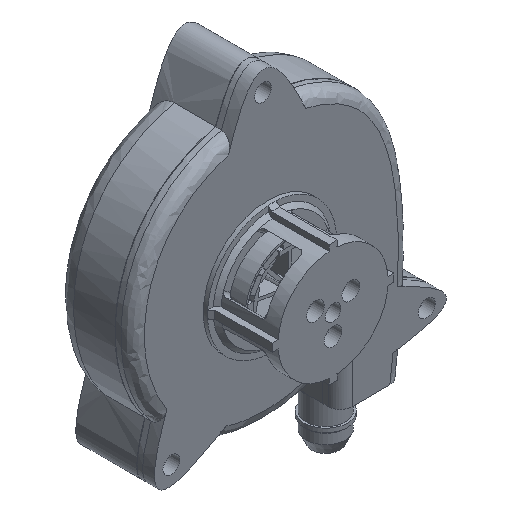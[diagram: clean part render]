
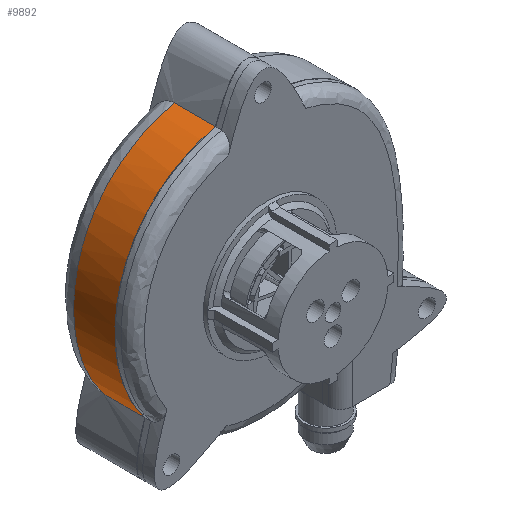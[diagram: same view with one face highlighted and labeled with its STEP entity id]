
A CAD part, isometric view. The second image highlights one B-rep face of the part: STEP entity #9892.
In plain terms, the highlighted free-form (B-spline) face has degree [3, 1] with [40, 2] control points.
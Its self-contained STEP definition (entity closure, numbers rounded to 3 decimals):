
#107=B_SPLINE_SURFACE_WITH_KNOTS('',3,1,((#23353,#23354),(#23355,#23356),
(#23357,#23358),(#23359,#23360),(#23361,#23362),(#23363,#23364),(#23365,
#23366),(#23367,#23368),(#23369,#23370),(#23371,#23372),(#23373,#23374),
(#23375,#23376),(#23377,#23378),(#23379,#23380),(#23381,#23382),(#23383,
#23384),(#23385,#23386),(#23387,#23388),(#23389,#23390),(#23391,#23392),
(#23393,#23394),(#23395,#23396),(#23397,#23398),(#23399,#23400),(#23401,
#23402),(#23403,#23404),(#23405,#23406),(#23407,#23408),(#23409,#23410),
(#23411,#23412),(#23413,#23414),(#23415,#23416),(#23417,#23418),(#23419,
#23420),(#23421,#23422),(#23423,#23424),(#23425,#23426),(#23427,#23428),
(#23429,#23430),(#23431,#23432)),.UNSPECIFIED.,.F.,.F.,.F.,(4,3,3,3,3,3,
3,3,3,3,3,3,3,4),(2,2),(-0.007,0.,0.125,0.227,
0.303,0.378,0.456,0.518,
0.582,0.665,0.735,0.811,
0.898,0.973),(-1.7,0.3),.UNSPECIFIED.);
#466=B_SPLINE_CURVE_WITH_KNOTS('',3,(#23324,#23325,#23326,#23327,#23328,
#23329,#23330,#23331,#23332,#23333,#23334,#23335,#23336,#23337,#23338),
 .UNSPECIFIED.,.F.,.F.,(4,2,1,2,1,2,1,2,4),(-5.872,-4.632,
-3.888,-2.896,-2.347,-1.615,
-0.913,-0.386,0.),
 .UNSPECIFIED.);
#468=B_SPLINE_CURVE_WITH_KNOTS('',3,(#23436,#23437,#23438,#23439,#23440,
#23441,#23442,#23443,#23444,#23445,#23446,#23447,#23448,#23449,#23450,#23451),
 .UNSPECIFIED.,.F.,.F.,(4,3,3,3,3,4),(-5.275,-4.133,
-2.629,-1.474,-0.348,0.),
 .UNSPECIFIED.);
#1200=FACE_OUTER_BOUND('',#1785,.T.);
#1785=EDGE_LOOP('',(#8075,#8076,#8077,#8078));
#2390=LINE('',#23434,#3141);
#2391=LINE('',#23452,#3142);
#3141=VECTOR('',#12344,10.);
#3142=VECTOR('',#12345,10.);
#4556=VERTEX_POINT('',#23308);
#4557=VERTEX_POINT('',#23323);
#4558=VERTEX_POINT('',#23433);
#4559=VERTEX_POINT('',#23435);
#5812=EDGE_CURVE('',#4556,#4557,#466,.T.);
#5814=EDGE_CURVE('',#4556,#4558,#2390,.T.);
#5815=EDGE_CURVE('',#4558,#4559,#468,.T.);
#5816=EDGE_CURVE('',#4559,#4557,#2391,.T.);
#8075=ORIENTED_EDGE('',*,*,#5812,.F.);
#8076=ORIENTED_EDGE('',*,*,#5814,.T.);
#8077=ORIENTED_EDGE('',*,*,#5815,.T.);
#8078=ORIENTED_EDGE('',*,*,#5816,.T.);
#9892=ADVANCED_FACE('',(#1200),#107,.T.);
#12344=DIRECTION('',(0.,-1.,0.));
#12345=DIRECTION('',(0.,1.,0.));
#23308=CARTESIAN_POINT('',(-26.874,11.,-20.151));
#23323=CARTESIAN_POINT('',(-8.904,11.,34.89));
#23324=CARTESIAN_POINT('Ctrl Pts',(-26.874,11.,-20.151));
#23325=CARTESIAN_POINT('Ctrl Pts',(-29.911,11.,-16.313));
#23326=CARTESIAN_POINT('Ctrl Pts',(-32.026,11.,-11.888));
#23327=CARTESIAN_POINT('Ctrl Pts',(-33.967,11.,-4.402));
#23328=CARTESIAN_POINT('Ctrl Pts',(-34.879,11.,2.222));
#23329=CARTESIAN_POINT('Ctrl Pts',(-34.087,11.,8.992));
#23330=CARTESIAN_POINT('Ctrl Pts',(-32.382,11.,14.779));
#23331=CARTESIAN_POINT('Ctrl Pts',(-30.467,11.,19.527));
#23332=CARTESIAN_POINT('Ctrl Pts',(-27.489,11.,23.723));
#23333=CARTESIAN_POINT('Ctrl Pts',(-23.443,11.,27.892));
#23334=CARTESIAN_POINT('Ctrl Pts',(-19.486,11.,30.913));
#23335=CARTESIAN_POINT('Ctrl Pts',(-15.123,11.,32.929));
#23336=CARTESIAN_POINT('Ctrl Pts',(-11.775,11.,34.138));
#23337=CARTESIAN_POINT('Ctrl Pts',(-10.341,11.,34.556));
#23338=CARTESIAN_POINT('Ctrl Pts',(-8.904,11.,34.89));
#23353=CARTESIAN_POINT('Ctrl Pts',(33.961,16.,-39.606));
#23354=CARTESIAN_POINT('Ctrl Pts',(33.961,-4.,-39.606));
#23355=CARTESIAN_POINT('Ctrl Pts',(34.07,16.,-38.73));
#23356=CARTESIAN_POINT('Ctrl Pts',(34.07,-4.,-38.73));
#23357=CARTESIAN_POINT('Ctrl Pts',(34.18,16.,-37.855));
#23358=CARTESIAN_POINT('Ctrl Pts',(34.18,-4.,-37.855));
#23359=CARTESIAN_POINT('Ctrl Pts',(34.29,16.,-36.979));
#23360=CARTESIAN_POINT('Ctrl Pts',(34.29,-4.,-36.979));
#23361=CARTESIAN_POINT('Ctrl Pts',(36.158,16.,-22.056));
#23362=CARTESIAN_POINT('Ctrl Pts',(36.158,-4.,-22.056));
#23363=CARTESIAN_POINT('Ctrl Pts',(36.627,16.,-9.467));
#23364=CARTESIAN_POINT('Ctrl Pts',(36.627,-4.,-9.467));
#23365=CARTESIAN_POINT('Ctrl Pts',(35.528,16.,0.876));
#23366=CARTESIAN_POINT('Ctrl Pts',(35.528,-4.,0.876));
#23367=CARTESIAN_POINT('Ctrl Pts',(34.632,16.,9.306));
#23368=CARTESIAN_POINT('Ctrl Pts',(34.632,-4.,9.306));
#23369=CARTESIAN_POINT('Ctrl Pts',(32.7,16.,16.28));
#23370=CARTESIAN_POINT('Ctrl Pts',(32.7,-4.,16.28));
#23371=CARTESIAN_POINT('Ctrl Pts',(29.255,16.,21.823));
#23372=CARTESIAN_POINT('Ctrl Pts',(29.255,-4.,21.823));
#23373=CARTESIAN_POINT('Ctrl Pts',(26.674,16.,25.976));
#23374=CARTESIAN_POINT('Ctrl Pts',(26.674,-4.,25.976));
#23375=CARTESIAN_POINT('Ctrl Pts',(23.193,16.,29.288));
#23376=CARTESIAN_POINT('Ctrl Pts',(23.193,-4.,29.288));
#23377=CARTESIAN_POINT('Ctrl Pts',(18.9,16.,31.634));
#23378=CARTESIAN_POINT('Ctrl Pts',(18.9,-4.,31.634));
#23379=CARTESIAN_POINT('Ctrl Pts',(14.677,16.,33.942));
#23380=CARTESIAN_POINT('Ctrl Pts',(14.677,-4.,33.942));
#23381=CARTESIAN_POINT('Ctrl Pts',(9.678,16.,35.36));
#23382=CARTESIAN_POINT('Ctrl Pts',(9.678,-4.,35.36));
#23383=CARTESIAN_POINT('Ctrl Pts',(4.237,16.,35.811));
#23384=CARTESIAN_POINT('Ctrl Pts',(4.237,-4.,35.811));
#23385=CARTESIAN_POINT('Ctrl Pts',(-1.392,16.,36.278));
#23386=CARTESIAN_POINT('Ctrl Pts',(-1.392,-4.,36.278));
#23387=CARTESIAN_POINT('Ctrl Pts',(-7.495,16.,35.683));
#23388=CARTESIAN_POINT('Ctrl Pts',(-7.495,-4.,35.683));
#23389=CARTESIAN_POINT('Ctrl Pts',(-13.187,16.,33.628));
#23390=CARTESIAN_POINT('Ctrl Pts',(-13.187,-4.,33.628));
#23391=CARTESIAN_POINT('Ctrl Pts',(-17.736,16.,31.986));
#23392=CARTESIAN_POINT('Ctrl Pts',(-17.736,-4.,31.986));
#23393=CARTESIAN_POINT('Ctrl Pts',(-21.999,16.,29.379));
#23394=CARTESIAN_POINT('Ctrl Pts',(-21.999,-4.,29.379));
#23395=CARTESIAN_POINT('Ctrl Pts',(-25.422,16.,25.853));
#23396=CARTESIAN_POINT('Ctrl Pts',(-25.422,-4.,25.853));
#23397=CARTESIAN_POINT('Ctrl Pts',(-28.934,16.,22.236));
#23398=CARTESIAN_POINT('Ctrl Pts',(-28.934,-4.,22.236));
#23399=CARTESIAN_POINT('Ctrl Pts',(-31.529,16.,17.671));
#23400=CARTESIAN_POINT('Ctrl Pts',(-31.529,-4.,17.671));
#23401=CARTESIAN_POINT('Ctrl Pts',(-32.99,16.,12.712));
#23402=CARTESIAN_POINT('Ctrl Pts',(-32.99,-4.,12.712));
#23403=CARTESIAN_POINT('Ctrl Pts',(-34.892,16.,6.258));
#23404=CARTESIAN_POINT('Ctrl Pts',(-34.892,-4.,6.258));
#23405=CARTESIAN_POINT('Ctrl Pts',(-34.895,16.,-0.824));
#23406=CARTESIAN_POINT('Ctrl Pts',(-34.895,-4.,-0.824));
#23407=CARTESIAN_POINT('Ctrl Pts',(-33.239,16.,-7.21));
#23408=CARTESIAN_POINT('Ctrl Pts',(-33.239,-4.,-7.21));
#23409=CARTESIAN_POINT('Ctrl Pts',(-31.844,16.,-12.587));
#23410=CARTESIAN_POINT('Ctrl Pts',(-31.844,-4.,-12.587));
#23411=CARTESIAN_POINT('Ctrl Pts',(-29.276,16.,-17.453));
#23412=CARTESIAN_POINT('Ctrl Pts',(-29.276,-4.,-17.453));
#23413=CARTESIAN_POINT('Ctrl Pts',(-25.91,16.,-21.312));
#23414=CARTESIAN_POINT('Ctrl Pts',(-25.91,-4.,-21.312));
#23415=CARTESIAN_POINT('Ctrl Pts',(-22.217,16.,-25.547));
#23416=CARTESIAN_POINT('Ctrl Pts',(-22.217,-4.,-25.547));
#23417=CARTESIAN_POINT('Ctrl Pts',(-17.592,16.,-28.568));
#23418=CARTESIAN_POINT('Ctrl Pts',(-17.592,-4.,-28.568));
#23419=CARTESIAN_POINT('Ctrl Pts',(-12.709,16.,-30.354));
#23420=CARTESIAN_POINT('Ctrl Pts',(-12.709,-4.,-30.354));
#23421=CARTESIAN_POINT('Ctrl Pts',(-7.221,16.,-32.363));
#23422=CARTESIAN_POINT('Ctrl Pts',(-7.221,-4.,-32.363));
#23423=CARTESIAN_POINT('Ctrl Pts',(-1.436,16.,-32.873));
#23424=CARTESIAN_POINT('Ctrl Pts',(-1.436,-4.,-32.873));
#23425=CARTESIAN_POINT('Ctrl Pts',(4.152,16.,-32.116));
#23426=CARTESIAN_POINT('Ctrl Pts',(4.152,-4.,-32.116));
#23427=CARTESIAN_POINT('Ctrl Pts',(9.043,16.,-31.453));
#23428=CARTESIAN_POINT('Ctrl Pts',(9.043,-4.,-31.453));
#23429=CARTESIAN_POINT('Ctrl Pts',(13.793,16.,-29.812));
#23430=CARTESIAN_POINT('Ctrl Pts',(13.793,-4.,-29.812));
#23431=CARTESIAN_POINT('Ctrl Pts',(18.313,16.,-27.269));
#23432=CARTESIAN_POINT('Ctrl Pts',(18.313,-4.,-27.269));
#23433=CARTESIAN_POINT('',(-26.874,0.5,-20.151));
#23434=CARTESIAN_POINT('',(-26.874,16.,-20.151));
#23435=CARTESIAN_POINT('',(-8.904,0.5,34.89));
#23436=CARTESIAN_POINT('Ctrl Pts',(-26.874,0.5,
-20.151));
#23437=CARTESIAN_POINT('Ctrl Pts',(-29.767,0.5,
-16.496));
#23438=CARTESIAN_POINT('Ctrl Pts',(-31.981,0.5,
-12.061));
#23439=CARTESIAN_POINT('Ctrl Pts',(-33.239,0.5,
-7.21));
#23440=CARTESIAN_POINT('Ctrl Pts',(-34.895,0.5,
-0.824));
#23441=CARTESIAN_POINT('Ctrl Pts',(-34.892,0.5,
6.258));
#23442=CARTESIAN_POINT('Ctrl Pts',(-32.99,0.5,
12.712));
#23443=CARTESIAN_POINT('Ctrl Pts',(-31.529,0.5,
17.671));
#23444=CARTESIAN_POINT('Ctrl Pts',(-28.934,0.5,
22.236));
#23445=CARTESIAN_POINT('Ctrl Pts',(-25.422,0.5,25.853));
#23446=CARTESIAN_POINT('Ctrl Pts',(-21.999,0.5,
29.379));
#23447=CARTESIAN_POINT('Ctrl Pts',(-17.736,0.5,
31.986));
#23448=CARTESIAN_POINT('Ctrl Pts',(-13.187,0.5,
33.628));
#23449=CARTESIAN_POINT('Ctrl Pts',(-11.78,0.5,
34.136));
#23450=CARTESIAN_POINT('Ctrl Pts',(-10.348,0.5,
34.555));
#23451=CARTESIAN_POINT('Ctrl Pts',(-8.904,0.5,
34.89));
#23452=CARTESIAN_POINT('',(-8.904,16.,34.89));
